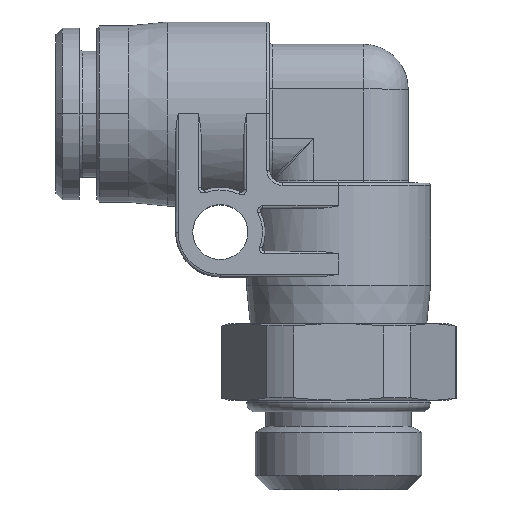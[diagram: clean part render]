
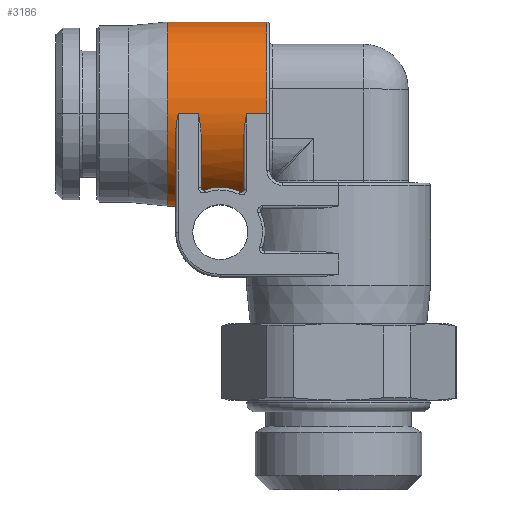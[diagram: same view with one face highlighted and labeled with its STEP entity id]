
A CAD part, top view. The second image highlights one B-rep face of the part: STEP entity #3186.
In plain terms, the highlighted cylindrical face has radius 7.2 mm (diameter 14.4 mm), a partial arc.
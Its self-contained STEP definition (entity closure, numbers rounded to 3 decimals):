
#323=CARTESIAN_POINT('',(-13.4,0.,0.));
#324=DIRECTION('',(1.,0.,0.));
#325=DIRECTION('',(0.,1.,0.));
#326=AXIS2_PLACEMENT_3D('',#323,#324,#325);
#328=CARTESIAN_POINT('',(-7.4,-5.938,4.071));
#329=CARTESIAN_POINT('',(-7.4,-5.961,4.038));
#330=CARTESIAN_POINT('',(-7.408,-6.004,3.975));
#331=CARTESIAN_POINT('',(-7.436,-6.058,3.891));
#332=CARTESIAN_POINT('',(-7.481,-6.104,3.819));
#333=CARTESIAN_POINT('',(-7.545,-6.135,3.768));
#334=CARTESIAN_POINT('',(-7.624,-6.141,3.758));
#335=CARTESIAN_POINT('',(-7.667,-6.128,3.78));
#336=CARTESIAN_POINT('',(-7.689,-6.117,3.797));
#338=CARTESIAN_POINT('',(-7.689,-6.117,3.797));
#339=CARTESIAN_POINT('',(-7.824,-6.05,3.905));
#340=CARTESIAN_POINT('',(-8.102,-5.934,4.081));
#341=CARTESIAN_POINT('',(-8.529,-5.816,4.245));
#342=CARTESIAN_POINT('',(-8.95,-5.755,4.327));
#343=CARTESIAN_POINT('',(-9.355,-5.744,4.341));
#344=CARTESIAN_POINT('',(-9.747,-5.778,4.296));
#345=CARTESIAN_POINT('',(-10.13,-5.855,4.191));
#346=CARTESIAN_POINT('',(-10.366,-5.93,4.084));
#347=CARTESIAN_POINT('',(-10.48,-5.973,4.02));
#349=CARTESIAN_POINT('',(-10.48,-5.973,4.02));
#350=CARTESIAN_POINT('',(-10.502,-5.982,4.007));
#351=CARTESIAN_POINT('',(-10.548,-5.99,3.995));
#352=CARTESIAN_POINT('',(-10.622,-5.977,4.015));
#353=CARTESIAN_POINT('',(-10.676,-5.945,4.062));
#354=CARTESIAN_POINT('',(-10.717,-5.901,4.126));
#355=CARTESIAN_POINT('',(-10.743,-5.848,4.201));
#356=CARTESIAN_POINT('',(-10.75,-5.807,4.256));
#357=CARTESIAN_POINT('',(-10.75,-5.786,4.285));
#359=CARTESIAN_POINT('',(-5.6,0.,0.));
#360=DIRECTION('',(1.,0.,0.));
#361=DIRECTION('',(0.,1.,0.));
#362=AXIS2_PLACEMENT_3D('',#359,#360,#361);
#421=DIRECTION('',(1.,0.,0.));
#422=VECTOR('',#421,1.6);
#423=CARTESIAN_POINT('',(-12.55,0.,7.2));
#424=LINE('',#423,#422);
#448=DIRECTION('',(1.,0.,0.));
#449=VECTOR('',#448,1.6);
#450=CARTESIAN_POINT('',(-7.2,0.,7.2));
#451=LINE('',#450,#449);
#487=DIRECTION('',(-1.,0.,0.));
#488=VECTOR('',#487,7.8);
#489=CARTESIAN_POINT('',(-5.6,7.2,0.));
#490=LINE('',#489,#488);
#491=DIRECTION('',(-1.,0.,0.));
#492=VECTOR('',#491,0.65);
#493=CARTESIAN_POINT('',(-12.75,-7.2,0.));
#494=LINE('',#493,#492);
#2035=CARTESIAN_POINT('',(-12.75,0.,0.));
#2036=DIRECTION('',(1.,0.,0.));
#2037=DIRECTION('',(0.,-0.234,0.972));
#2038=AXIS2_PLACEMENT_3D('',#2035,#2036,#2037);
#2040=CARTESIAN_POINT('',(-12.75,-1.685,7.));
#2041=CARTESIAN_POINT('',(-12.75,-1.564,7.029));
#2042=CARTESIAN_POINT('',(-12.738,-1.313,
7.083));
#2043=CARTESIAN_POINT('',(-12.693,-0.907,
7.147));
#2044=CARTESIAN_POINT('',(-12.628,-0.471,
7.189));
#2045=CARTESIAN_POINT('',(-12.577,-0.16,7.2));
#2046=CARTESIAN_POINT('',(-12.55,0.,7.2));
#2107=CARTESIAN_POINT('',(-10.95,0.,7.2));
#2108=CARTESIAN_POINT('',(-10.939,-0.069,7.2));
#2109=CARTESIAN_POINT('',(-10.916,-0.206,
7.198));
#2110=CARTESIAN_POINT('',(-10.882,-0.413,
7.189));
#2111=CARTESIAN_POINT('',(-10.85,-0.619,
7.174));
#2112=CARTESIAN_POINT('',(-10.82,-0.826,
7.154));
#2113=CARTESIAN_POINT('',(-10.794,-1.03,
7.127));
#2114=CARTESIAN_POINT('',(-10.772,-1.238,
7.094));
#2115=CARTESIAN_POINT('',(-10.755,-1.453,
7.053));
#2116=CARTESIAN_POINT('',(-10.75,-1.607,7.019));
#2117=CARTESIAN_POINT('',(-10.75,-1.685,7.));
#2123=CARTESIAN_POINT('',(-10.75,0.,0.));
#2124=DIRECTION('',(1.,0.,0.));
#2125=DIRECTION('',(0.,-0.234,0.972));
#2126=AXIS2_PLACEMENT_3D('',#2123,#2124,#2125);
#2191=CARTESIAN_POINT('',(-7.4,0.,0.));
#2192=DIRECTION('',(1.,0.,0.));
#2193=DIRECTION('',(0.,-0.234,0.972));
#2194=AXIS2_PLACEMENT_3D('',#2191,#2192,#2193);
#2205=CARTESIAN_POINT('',(-7.4,-1.685,7.));
#2206=CARTESIAN_POINT('',(-7.4,-1.564,7.029));
#2207=CARTESIAN_POINT('',(-7.388,-1.313,
7.083));
#2208=CARTESIAN_POINT('',(-7.343,-0.907,
7.147));
#2209=CARTESIAN_POINT('',(-7.278,-0.471,
7.189));
#2210=CARTESIAN_POINT('',(-7.227,-0.16,7.2));
#2211=CARTESIAN_POINT('',(-7.2,0.,7.2));
#2267=CARTESIAN_POINT('',(-13.4,7.2,0.));
#2268=CARTESIAN_POINT('',(-13.4,-7.2,0.));
#2269=VERTEX_POINT('',#2267);
#2270=VERTEX_POINT('',#2268);
#2333=VERTEX_POINT('',#349);
#2334=VERTEX_POINT('',#357);
#2341=VERTEX_POINT('',#328);
#2342=VERTEX_POINT('',#336);
#2359=CARTESIAN_POINT('',(-5.6,7.2,0.));
#2360=VERTEX_POINT('',#2359);
#2375=CARTESIAN_POINT('',(-12.55,0.,7.2));
#2376=VERTEX_POINT('',#2375);
#2377=CARTESIAN_POINT('',(-12.75,-1.685,7.));
#2378=VERTEX_POINT('',#2377);
#2404=CARTESIAN_POINT('',(-10.75,-1.685,7.));
#2406=VERTEX_POINT('',#2404);
#2408=CARTESIAN_POINT('',(-10.95,0.,7.2));
#2410=VERTEX_POINT('',#2408);
#2423=CARTESIAN_POINT('',(-7.2,0.,7.2));
#2424=VERTEX_POINT('',#2423);
#2425=CARTESIAN_POINT('',(-7.4,-1.685,7.));
#2426=VERTEX_POINT('',#2425);
#2492=CARTESIAN_POINT('',(-5.6,0.,7.2));
#2494=VERTEX_POINT('',#2492);
#2675=CARTESIAN_POINT('',(-12.75,-7.2,0.));
#2676=VERTEX_POINT('',#2675);
#3150=CARTESIAN_POINT('',(-16.95,0.,0.));
#3151=DIRECTION('',(1.,0.,0.));
#3152=DIRECTION('',(0.,-1.,0.));
#3153=AXIS2_PLACEMENT_3D('',#3150,#3151,#3152);
#3154=CYLINDRICAL_SURFACE('',#3153,7.2);
#3156=ORIENTED_EDGE('',*,*,#3155,.F.);
#3158=ORIENTED_EDGE('',*,*,#3157,.F.);
#3160=ORIENTED_EDGE('',*,*,#3159,.T.);
#3162=ORIENTED_EDGE('',*,*,#3161,.T.);
#3164=ORIENTED_EDGE('',*,*,#3163,.T.);
#3166=ORIENTED_EDGE('',*,*,#3165,.T.);
#3168=ORIENTED_EDGE('',*,*,#3167,.F.);
#3170=ORIENTED_EDGE('',*,*,#3169,.F.);
#3172=ORIENTED_EDGE('',*,*,#3171,.F.);
#3174=ORIENTED_EDGE('',*,*,#3173,.F.);
#3176=ORIENTED_EDGE('',*,*,#3175,.T.);
#3178=ORIENTED_EDGE('',*,*,#3177,.T.);
#3179=ORIENTED_EDGE('',*,*,#3144,.F.);
#3181=ORIENTED_EDGE('',*,*,#3180,.F.);
#3183=ORIENTED_EDGE('',*,*,#3182,.T.);
#3184=EDGE_LOOP('',(#3156,#3158,#3160,#3162,#3164,#3166,#3168,#3170,#3172,#3174,
#3176,#3178,#3179,#3181,#3183));
#3185=FACE_OUTER_BOUND('',#3184,.F.);
#3186=ADVANCED_FACE('',(#3185),#3154,.T.);
#327=CIRCLE('',#326,7.2);
#337=B_SPLINE_CURVE_WITH_KNOTS('',3,(#328,#329,#330,#331,#332,#333,#334,#335,
#336),.UNSPECIFIED.,.F.,.F.,(4,1,1,1,1,1,4),(0.,0.167,
0.333,0.5,0.667,0.833,1.),
.UNSPECIFIED.);
#348=B_SPLINE_CURVE_WITH_KNOTS('',3,(#338,#339,#340,#341,#342,#343,#344,#345,
#346,#347),.UNSPECIFIED.,.F.,.F.,(4,1,1,1,1,1,1,4),(0.,0.143,
0.286,0.429,0.571,0.714,
0.857,1.),.UNSPECIFIED.);
#358=B_SPLINE_CURVE_WITH_KNOTS('',3,(#349,#350,#351,#352,#353,#354,#355,#356,
#357),.UNSPECIFIED.,.F.,.F.,(4,1,1,1,1,1,4),(0.,0.167,
0.333,0.5,0.667,0.833,1.),
.UNSPECIFIED.);
#363=CIRCLE('',#362,7.2);
#2039=CIRCLE('',#2038,7.2);
#2047=B_SPLINE_CURVE_WITH_KNOTS('',3,(#2040,#2041,#2042,#2043,#2044,#2045,
#2046),.UNSPECIFIED.,.F.,.F.,(4,1,1,1,4),(0.,0.25,0.5,0.75,1.),
.UNSPECIFIED.);
#2118=B_SPLINE_CURVE_WITH_KNOTS('',3,(#2107,#2108,#2109,#2110,#2111,#2112,#2113,
#2114,#2115,#2116,#2117),.UNSPECIFIED.,.F.,.F.,(4,1,1,1,1,1,1,1,4),(0.,
0.125,0.25,0.375,0.5,0.625,0.75,0.875,1.),.UNSPECIFIED.);
#2127=CIRCLE('',#2126,7.2);
#2195=CIRCLE('',#2194,7.2);
#2212=B_SPLINE_CURVE_WITH_KNOTS('',3,(#2205,#2206,#2207,#2208,#2209,#2210,
#2211),.UNSPECIFIED.,.F.,.F.,(4,1,1,1,4),(0.,0.25,0.5,0.75,1.),
.UNSPECIFIED.);
#3144=EDGE_CURVE('',#2269,#2270,#327,.T.);
#3155=EDGE_CURVE('',#2424,#2494,#451,.T.);
#3157=EDGE_CURVE('',#2426,#2424,#2212,.T.);
#3159=EDGE_CURVE('',#2426,#2341,#2195,.T.);
#3161=EDGE_CURVE('',#2341,#2342,#337,.T.);
#3163=EDGE_CURVE('',#2342,#2333,#348,.T.);
#3165=EDGE_CURVE('',#2333,#2334,#358,.T.);
#3167=EDGE_CURVE('',#2406,#2334,#2127,.T.);
#3169=EDGE_CURVE('',#2410,#2406,#2118,.T.);
#3171=EDGE_CURVE('',#2376,#2410,#424,.T.);
#3173=EDGE_CURVE('',#2378,#2376,#2047,.T.);
#3175=EDGE_CURVE('',#2378,#2676,#2039,.T.);
#3177=EDGE_CURVE('',#2676,#2270,#494,.T.);
#3180=EDGE_CURVE('',#2360,#2269,#490,.T.);
#3182=EDGE_CURVE('',#2360,#2494,#363,.T.);
